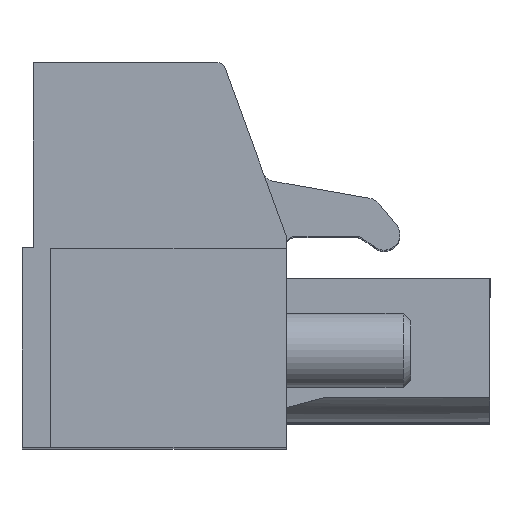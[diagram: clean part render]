
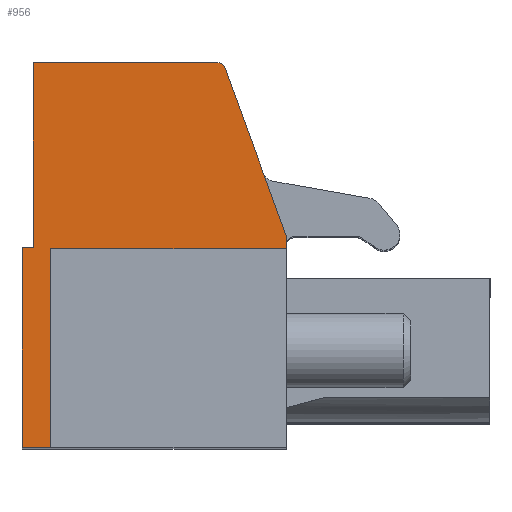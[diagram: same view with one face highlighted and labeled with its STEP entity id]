
A CAD part, top view. The second image highlights one B-rep face of the part: STEP entity #956.
In plain terms, the highlighted planar face has unit normal (0, 0, 1).
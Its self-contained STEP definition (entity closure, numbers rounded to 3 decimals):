
#956 = ADVANCED_FACE( '', ( #2057 ), #2058, .T. );
#2057 = FACE_OUTER_BOUND( '', #3197, .T. );
#2058 = PLANE( '', #3198 );
#3197 = EDGE_LOOP( '', ( #5768, #5769, #5770, #5771, #5772, #5773, #5774, #5775, #5776, #5777 ) );
#3198 = AXIS2_PLACEMENT_3D( '', #5778, #5779, #5780 );
#5768 = ORIENTED_EDGE( '', *, *, #6985, .T. );
#5769 = ORIENTED_EDGE( '', *, *, #7081, .T. );
#5770 = ORIENTED_EDGE( '', *, *, #6929, .F. );
#5771 = ORIENTED_EDGE( '', *, *, #7004, .F. );
#5772 = ORIENTED_EDGE( '', *, *, #6958, .T. );
#5773 = ORIENTED_EDGE( '', *, *, #6189, .T. );
#5774 = ORIENTED_EDGE( '', *, *, #6901, .F. );
#5775 = ORIENTED_EDGE( '', *, *, #6671, .T. );
#5776 = ORIENTED_EDGE( '', *, *, #6322, .T. );
#5777 = ORIENTED_EDGE( '', *, *, #7062, .T. );
#5778 = CARTESIAN_POINT( '', ( 375.242, 210.642, 155.88 ) );
#5779 = DIRECTION( '', ( 0., 0., 1. ) );
#5780 = DIRECTION( '', ( 1., 0., 0. ) );
#6189 = EDGE_CURVE( '', #7303, #7301, #7304, .T. );
#6322 = EDGE_CURVE( '', #7526, #7531, #7533, .T. );
#6671 = EDGE_CURVE( '', #8087, #7526, #8089, .T. );
#6901 = EDGE_CURVE( '', #8087, #7301, #8415, .T. );
#6929 = EDGE_CURVE( '', #8447, #8449, #8450, .T. );
#6958 = EDGE_CURVE( '', #8487, #7303, #8488, .T. );
#6985 = EDGE_CURVE( '', #8521, #8523, #8525, .T. );
#7004 = EDGE_CURVE( '', #8487, #8447, #8549, .T. );
#7062 = EDGE_CURVE( '', #7531, #8521, #8613, .T. );
#7081 = EDGE_CURVE( '', #8523, #8449, #8632, .T. );
#7301 = VERTEX_POINT( '', #8890 );
#7303 = VERTEX_POINT( '', #8893 );
#7304 = LINE( '', #8894, #8895 );
#7526 = VERTEX_POINT( '', #9190 );
#7531 = VERTEX_POINT( '', #9197 );
#7533 = LINE( '', #9200, #9201 );
#8087 = VERTEX_POINT( '', #9959 );
#8089 = LINE( '', #9962, #9963 );
#8415 = CIRCLE( '', #10389, 0.3 );
#8447 = VERTEX_POINT( '', #10433 );
#8449 = VERTEX_POINT( '', #10436 );
#8450 = LINE( '', #10437, #10438 );
#8487 = VERTEX_POINT( '', #10486 );
#8488 = LINE( '', #10487, #10488 );
#8521 = VERTEX_POINT( '', #10540 );
#8523 = VERTEX_POINT( '', #10543 );
#8525 = LINE( '', #10546, #10547 );
#8549 = LINE( '', #10583, #10584 );
#8613 = LINE( '', #10672, #10673 );
#8632 = LINE( '', #10699, #10700 );
#8890 = CARTESIAN_POINT( '', ( 382.916, 211.344, 155.88 ) );
#8893 = CARTESIAN_POINT( '', ( 385.392, 204.542, 155.88 ) );
#8894 = CARTESIAN_POINT( '', ( 385.523, 204.18, 155.88 ) );
#8895 = VECTOR( '', #10908, 1000. );
#9190 = CARTESIAN_POINT( '', ( 375.192, 211.542, 155.88 ) );
#9197 = CARTESIAN_POINT( '', ( 375.192, 204.092, 155.88 ) );
#9200 = CARTESIAN_POINT( '', ( 375.192, 203.542, 155.88 ) );
#9201 = VECTOR( '', #11066, 1000. );
#9959 = CARTESIAN_POINT( '', ( 382.634, 211.542, 155.88 ) );
#9962 = CARTESIAN_POINT( '', ( 375.042, 211.542, 155.88 ) );
#9963 = VECTOR( '', #11455, 1000. );
#10389 = AXIS2_PLACEMENT_3D( '', #11721, #11722, #11723 );
#10433 = CARTESIAN_POINT( '', ( 375.892, 204.042, 155.88 ) );
#10436 = CARTESIAN_POINT( '', ( 375.892, 196.042, 155.88 ) );
#10437 = CARTESIAN_POINT( '', ( 375.892, 196.042, 155.88 ) );
#10438 = VECTOR( '', #11746, 1000. );
#10486 = CARTESIAN_POINT( '', ( 385.392, 204.042, 155.88 ) );
#10487 = CARTESIAN_POINT( '', ( 385.392, 197.642, 155.88 ) );
#10488 = VECTOR( '', #11776, 1000. );
#10540 = CARTESIAN_POINT( '', ( 374.742, 204.092, 155.88 ) );
#10543 = CARTESIAN_POINT( '', ( 374.742, 196.042, 155.88 ) );
#10546 = CARTESIAN_POINT( '', ( 374.742, 196.742, 155.88 ) );
#10547 = VECTOR( '', #11810, 1000. );
#10583 = CARTESIAN_POINT( '', ( 376.392, 204.042, 155.88 ) );
#10584 = VECTOR( '', #11832, 1000. );
#10672 = CARTESIAN_POINT( '', ( 374.742, 204.092, 155.88 ) );
#10673 = VECTOR( '', #11869, 1000. );
#10699 = CARTESIAN_POINT( '', ( 385.392, 196.042, 155.88 ) );
#10700 = VECTOR( '', #11877, 1000. );
#10908 = DIRECTION( '', ( -0.342, 0.94, 0. ) );
#11066 = DIRECTION( '', ( 0., -1., 0. ) );
#11455 = DIRECTION( '', ( -1., 0., 0. ) );
#11721 = CARTESIAN_POINT( '', ( 382.634, 211.242, 155.88 ) );
#11722 = DIRECTION( '', ( 0., 0., -1. ) );
#11723 = DIRECTION( '', ( -1., 0., 0. ) );
#11746 = DIRECTION( '', ( 0., -1., 0. ) );
#11776 = DIRECTION( '', ( 0., 1., 0. ) );
#11810 = DIRECTION( '', ( 0., -1., 0. ) );
#11832 = DIRECTION( '', ( -1., 0., 0. ) );
#11869 = DIRECTION( '', ( -1., 0., 0. ) );
#11877 = DIRECTION( '', ( 1., 0., 0. ) );
